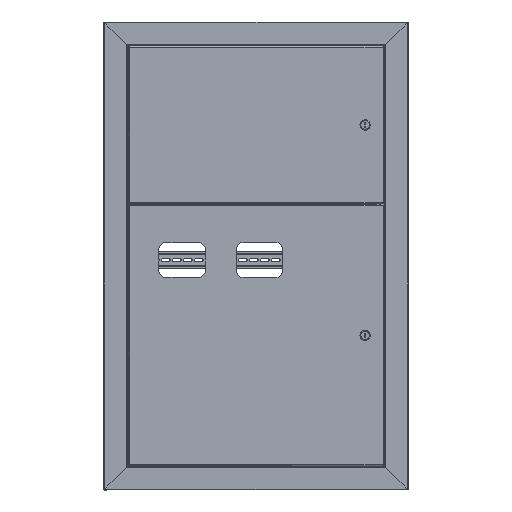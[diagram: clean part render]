
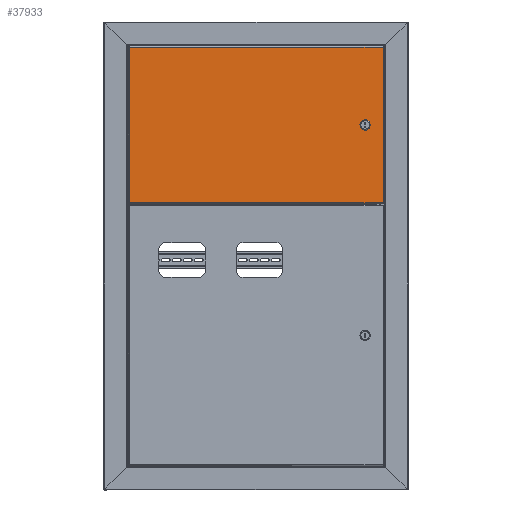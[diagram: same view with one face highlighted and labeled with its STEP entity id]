
A CAD part, top view. The second image highlights one B-rep face of the part: STEP entity #37933.
In plain terms, the highlighted planar face has unit normal (0, 0, 1).
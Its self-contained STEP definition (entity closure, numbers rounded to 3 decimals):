
#41 = EDGE_CURVE ( 'NONE', #28486, #15742, #22945, .T. ) ;
#43 = DIRECTION ( 'NONE',  ( 0., 0., -1. ) ) ;
#237 = FACE_OUTER_BOUND ( 'NONE', #24694, .T. ) ;
#1130 = DIRECTION ( 'NONE',  ( 1., 0., 0. ) ) ;
#1246 = CARTESIAN_POINT ( 'NONE',  ( 177.45, 40., 0. ) ) ;
#1346 = LINE ( 'NONE', #39007, #11193 ) ;
#1416 = CARTESIAN_POINT ( 'NONE',  ( 164.551, 48.5, 0. ) ) ;
#1487 = CARTESIAN_POINT ( 'NONE',  ( 168.2, 40., 0. ) ) ;
#2517 = EDGE_CURVE ( 'NONE', #3287, #22000, #5220, .T. ) ;
#2903 = LINE ( 'NONE', #40122, #37625 ) ;
#3214 = CARTESIAN_POINT ( 'NONE',  ( 164.551, 31.5, 0. ) ) ;
#3287 = VERTEX_POINT ( 'NONE', #21308 ) ;
#3378 = AXIS2_PLACEMENT_3D ( 'NONE', #1487, #29687, #10774 ) ;
#5024 = ORIENTED_EDGE ( 'NONE', *, *, #18964, .F. ) ;
#5220 = LINE ( 'NONE', #11598, #9551 ) ;
#5397 = VECTOR ( 'NONE', #38958, 1000. ) ;
#5511 = CARTESIAN_POINT ( 'NONE',  ( 168.2, 40., 0. ) ) ;
#5883 = EDGE_CURVE ( 'NONE', #35570, #28486, #20969, .T. ) ;
#6615 = DIRECTION ( 'NONE',  ( -1., 0., 0. ) ) ;
#6681 = EDGE_CURVE ( 'NONE', #9787, #3287, #2903, .T. ) ;
#7540 = CARTESIAN_POINT ( 'NONE',  ( 171.849, 31.5, 0. ) ) ;
#9111 = EDGE_LOOP ( 'NONE', ( #5024, #34178, #37831, #17344, #40346 ) ) ;
#9358 = CARTESIAN_POINT ( 'NONE',  ( 171.849, 48.5, 0. ) ) ;
#9551 = VECTOR ( 'NONE', #31125, 1000. ) ;
#9635 = DIRECTION ( 'NONE',  ( 0., 0., 1. ) ) ;
#9787 = VERTEX_POINT ( 'NONE', #22060 ) ;
#9979 = ORIENTED_EDGE ( 'NONE', *, *, #16103, .T. ) ;
#10774 = DIRECTION ( 'NONE',  ( 1., 0., 0. ) ) ;
#11193 = VECTOR ( 'NONE', #36100, 1000. ) ;
#11598 = CARTESIAN_POINT ( 'NONE',  ( 334.993, 544., 0. ) ) ;
#12502 = CIRCLE ( 'NONE', #36760, 9.25 ) ;
#13477 = CARTESIAN_POINT ( 'NONE',  ( 1.7, 1.7, 0. ) ) ;
#14085 = EDGE_CURVE ( 'NONE', #15742, #24417, #12502, .T. ) ;
#15003 = EDGE_CURVE ( 'NONE', #24417, #26673, #39481, .T. ) ;
#15464 = DIRECTION ( 'NONE',  ( 0., 1., 0. ) ) ;
#15725 = DIRECTION ( 'NONE',  ( -1., 0., 0. ) ) ;
#15742 = VERTEX_POINT ( 'NONE', #7540 ) ;
#16012 = CARTESIAN_POINT ( 'NONE',  ( 168.2, 40., 0. ) ) ;
#16103 = EDGE_CURVE ( 'NONE', #23397, #9787, #38753, .T. ) ;
#16611 = VECTOR ( 'NONE', #15725, 1000. ) ;
#17344 = ORIENTED_EDGE ( 'NONE', *, *, #41, .F. ) ;
#18964 = EDGE_CURVE ( 'NONE', #26673, #35570, #34205, .T. ) ;
#19691 = DIRECTION ( 'NONE',  ( 1., 0., 0. ) ) ;
#20265 = AXIS2_PLACEMENT_3D ( 'NONE', #22256, #43, #6615 ) ;
#20969 = CIRCLE ( 'NONE', #26228, 9.25 ) ;
#21308 = CARTESIAN_POINT ( 'NONE',  ( 334.7, 544., 0. ) ) ;
#22000 = VERTEX_POINT ( 'NONE', #26488 ) ;
#22060 = CARTESIAN_POINT ( 'NONE',  ( 334.7, 1.7, 0. ) ) ;
#22256 = CARTESIAN_POINT ( 'NONE',  ( 0., 545.7, 0. ) ) ;
#22945 = LINE ( 'NONE', #35483, #30900 ) ;
#23397 = VERTEX_POINT ( 'NONE', #33055 ) ;
#24028 = DIRECTION ( 'NONE',  ( 0., 0., 1. ) ) ;
#24417 = VERTEX_POINT ( 'NONE', #1246 ) ;
#24694 = EDGE_LOOP ( 'NONE', ( #9979, #40212, #33624, #34927 ) ) ;
#26228 = AXIS2_PLACEMENT_3D ( 'NONE', #16012, #9635, #19691 ) ;
#26488 = CARTESIAN_POINT ( 'NONE',  ( 1.7, 544., 0. ) ) ;
#26673 = VERTEX_POINT ( 'NONE', #9358 ) ;
#27644 = CARTESIAN_POINT ( 'NONE',  ( 171.849, 48.5, 0. ) ) ;
#28225 = PLANE ( 'NONE',  #20265 ) ;
#28486 = VERTEX_POINT ( 'NONE', #3214 ) ;
#29687 = DIRECTION ( 'NONE',  ( 0., 0., 1. ) ) ;
#30900 = VECTOR ( 'NONE', #1130, 1000. ) ;
#31125 = DIRECTION ( 'NONE',  ( -1., 0., 0. ) ) ;
#31525 = FACE_BOUND ( 'NONE', #9111, .T. ) ;
#33055 = CARTESIAN_POINT ( 'NONE',  ( 1.7, 1.7, 0. ) ) ;
#33624 = ORIENTED_EDGE ( 'NONE', *, *, #2517, .T. ) ;
#34178 = ORIENTED_EDGE ( 'NONE', *, *, #15003, .F. ) ;
#34205 = LINE ( 'NONE', #27644, #16611 ) ;
#34927 = ORIENTED_EDGE ( 'NONE', *, *, #38435, .T. ) ;
#35483 = CARTESIAN_POINT ( 'NONE',  ( 171.849, 31.5, 0. ) ) ;
#35570 = VERTEX_POINT ( 'NONE', #1416 ) ;
#36100 = DIRECTION ( 'NONE',  ( 0., -1., 0. ) ) ;
#36760 = AXIS2_PLACEMENT_3D ( 'NONE', #5511, #24028, #39856 ) ;
#37625 = VECTOR ( 'NONE', #15464, 1000. ) ;
#37831 = ORIENTED_EDGE ( 'NONE', *, *, #14085, .F. ) ;
#37933 = ADVANCED_FACE ( 'NONE', ( #31525, #237 ), #28225, .F. ) ;
#38435 = EDGE_CURVE ( 'NONE', #22000, #23397, #1346, .T. ) ;
#38753 = LINE ( 'NONE', #13477, #5397 ) ;
#38958 = DIRECTION ( 'NONE',  ( 1., 0., 0. ) ) ;
#39007 = CARTESIAN_POINT ( 'NONE',  ( 1.7, 544.293, 0. ) ) ;
#39481 = CIRCLE ( 'NONE', #3378, 9.25 ) ;
#39856 = DIRECTION ( 'NONE',  ( 1., 0., 0. ) ) ;
#40122 = CARTESIAN_POINT ( 'NONE',  ( 334.7, 0., 0. ) ) ;
#40212 = ORIENTED_EDGE ( 'NONE', *, *, #6681, .T. ) ;
#40346 = ORIENTED_EDGE ( 'NONE', *, *, #5883, .F. ) ;
